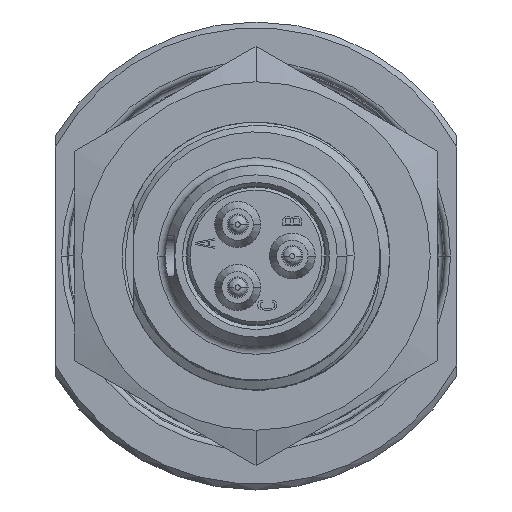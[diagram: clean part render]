
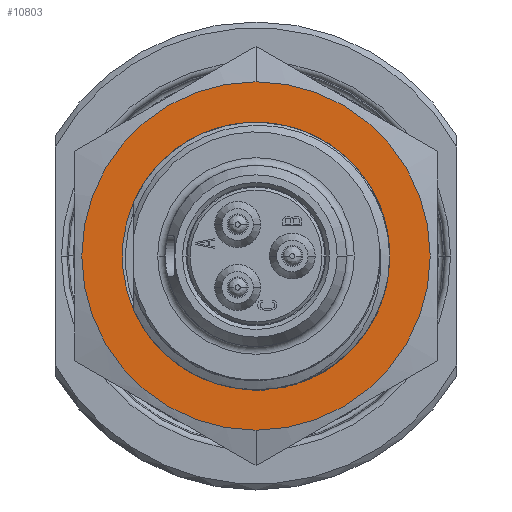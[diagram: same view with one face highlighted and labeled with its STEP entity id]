
A CAD part, left-side view. The second image highlights one B-rep face of the part: STEP entity #10803.
In plain terms, the highlighted planar face has unit normal (-1, 0, 0).
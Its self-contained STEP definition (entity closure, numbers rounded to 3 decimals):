
#1294=CARTESIAN_POINT('',(14.4,0.,0.));
#1295=DIRECTION('',(1.,0.,0.));
#1296=DIRECTION('',(0.,0.914,-0.405));
#1297=AXIS2_PLACEMENT_3D('',#1294,#1295,#1296);
#1328=CARTESIAN_POINT('',(14.4,0.,0.));
#1329=DIRECTION('',(1.,0.,0.));
#1330=DIRECTION('',(0.,-0.07,-0.998));
#1331=AXIS2_PLACEMENT_3D('',#1328,#1329,#1330);
#1333=CARTESIAN_POINT('',(14.4,0.,0.));
#1334=DIRECTION('',(-1.,0.,0.));
#1335=DIRECTION('',(0.,0.,1.));
#1336=AXIS2_PLACEMENT_3D('',#1333,#1334,#1335);
#1338=CARTESIAN_POINT('',(14.4,0.,0.));
#1339=DIRECTION('',(-1.,0.,0.));
#1340=DIRECTION('',(0.,0.,-1.));
#1341=AXIS2_PLACEMENT_3D('',#1338,#1339,#1340);
#1343=CARTESIAN_POINT('',(14.4,-6.706,-2.009));
#1344=CARTESIAN_POINT('',(14.4,-6.648,-2.214));
#1345=CARTESIAN_POINT('',(14.4,-6.514,-2.619));
#1346=CARTESIAN_POINT('',(14.4,-6.251,-3.215));
#1347=CARTESIAN_POINT('',(14.4,-5.93,-3.786));
#1348=CARTESIAN_POINT('',(14.4,-5.554,-4.326));
#1349=CARTESIAN_POINT('',(14.4,-5.127,-4.828));
#1350=CARTESIAN_POINT('',(14.4,-4.654,-5.288));
#1351=CARTESIAN_POINT('',(14.4,-4.138,-5.7));
#1352=CARTESIAN_POINT('',(14.4,-3.585,-6.061));
#1353=CARTESIAN_POINT('',(14.4,-3.002,-6.368));
#1354=CARTESIAN_POINT('',(14.4,-2.393,-6.616));
#1355=CARTESIAN_POINT('',(14.4,-1.765,-6.804));
#1356=CARTESIAN_POINT('',(14.4,-1.126,-6.93));
#1357=CARTESIAN_POINT('',(14.4,-0.701,-6.972));
#1358=CARTESIAN_POINT('',(14.4,-0.489,-6.983));
#2251=CARTESIAN_POINT('',(14.4,0.,0.));
#2252=DIRECTION('',(1.,0.,0.));
#2253=DIRECTION('',(0.,0.809,-0.588));
#2254=AXIS2_PLACEMENT_3D('',#2251,#2252,#2253);
#5378=CARTESIAN_POINT('',(14.4,0.,0.));
#5379=DIRECTION('',(1.,0.,0.));
#5380=DIRECTION('',(0.,0.809,0.588));
#5381=AXIS2_PLACEMENT_3D('',#5378,#5379,#5380);
#5582=CARTESIAN_POINT('',(14.4,0.,0.));
#5583=DIRECTION('',(1.,0.,0.));
#5584=DIRECTION('',(0.,0.914,0.405));
#5585=AXIS2_PLACEMENT_3D('',#5582,#5583,#5584);
#8704=CARTESIAN_POINT('',(14.4,0.,9.12));
#8706=VERTEX_POINT('',#8704);
#8708=CARTESIAN_POINT('',(14.4,0.,-9.12));
#8710=VERTEX_POINT('',#8708);
#8718=VERTEX_POINT('',#1343);
#8719=VERTEX_POINT('',#1358);
#8723=CARTESIAN_POINT('',(14.4,6.4,2.835));
#8724=CARTESIAN_POINT('',(14.4,5.663,4.115));
#8725=VERTEX_POINT('',#8723);
#8726=VERTEX_POINT('',#8724);
#8727=CARTESIAN_POINT('',(14.4,5.663,-4.114));
#8728=CARTESIAN_POINT('',(14.4,6.4,-2.835));
#8729=VERTEX_POINT('',#8727);
#8730=VERTEX_POINT('',#8728);
#10780=CARTESIAN_POINT('',(14.4,0.,0.));
#10781=DIRECTION('',(1.,0.,0.));
#10782=DIRECTION('',(0.,1.,0.));
#10783=AXIS2_PLACEMENT_3D('',#10780,#10781,#10782);
#10784=PLANE('338',#10783);
#10786=ORIENTED_EDGE('1124',*,*,#10785,.F.);
#10788=ORIENTED_EDGE('1125',*,*,#10787,.F.);
#10789=EDGE_LOOP('338',(#10786,#10788));
#10790=FACE_OUTER_BOUND('338',#10789,.F.);
#10791=ORIENTED_EDGE('1223',*,*,#10768,.F.);
#10793=ORIENTED_EDGE('1149',*,*,#10792,.F.);
#10794=ORIENTED_EDGE('1222',*,*,#10775,.F.);
#10796=ORIENTED_EDGE('1140',*,*,#10795,.F.);
#10798=ORIENTED_EDGE('1234',*,*,#10797,.F.);
#10800=ORIENTED_EDGE('1148',*,*,#10799,.F.);
#10801=EDGE_LOOP('338',(#10791,#10793,#10794,#10796,#10798,#10800));
#10802=FACE_BOUND('338',#10801,.F.);
#1298=CIRCLE('1223',#1297,7.);
#1332=CIRCLE('1222',#1331,7.);
#1337=CIRCLE('1124',#1336,9.12);
#1342=CIRCLE('1125',#1341,9.12);
#1359=B_SPLINE_CURVE_WITH_KNOTS('1140',3,(#1343,#1344,#1345,#1346,#1347,#1348,
#1349,#1350,#1351,#1352,#1353,#1354,#1355,#1356,#1357,#1358),.UNSPECIFIED.,.F.,
.F.,(4,1,1,1,1,1,1,1,1,1,1,1,1,4),(0.,0.077,0.154,
0.231,0.308,0.385,0.462,
0.538,0.615,0.692,0.769,
0.846,0.923,1.),.UNSPECIFIED.);
#2255=CIRCLE('1149',#2254,7.);
#5382=CIRCLE('1234',#5381,7.);
#5586=CIRCLE('1148',#5585,7.);
#10768=EDGE_CURVE('1223',#8730,#8725,#1298,.T.);
#10775=EDGE_CURVE('1222',#8719,#8729,#1332,.T.);
#10785=EDGE_CURVE('1124',#8706,#8710,#1337,.T.);
#10787=EDGE_CURVE('1125',#8710,#8706,#1342,.T.);
#10792=EDGE_CURVE('1149',#8729,#8730,#2255,.T.);
#10795=EDGE_CURVE('1140',#8718,#8719,#1359,.T.);
#10797=EDGE_CURVE('1234',#8726,#8718,#5382,.T.);
#10799=EDGE_CURVE('1148',#8725,#8726,#5586,.T.);
#10803=ADVANCED_FACE('338',(#10790,#10802),#10784,.F.);
